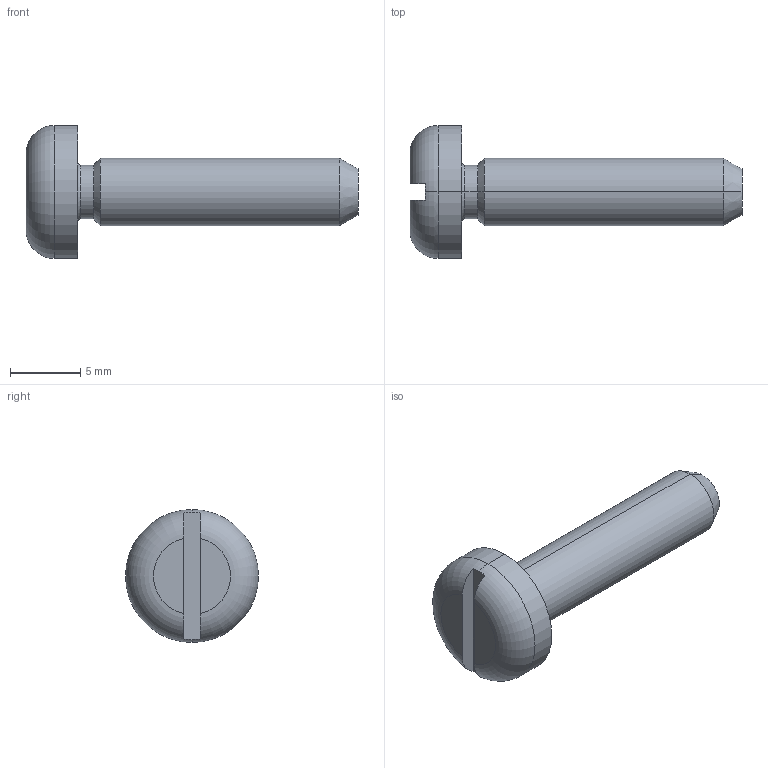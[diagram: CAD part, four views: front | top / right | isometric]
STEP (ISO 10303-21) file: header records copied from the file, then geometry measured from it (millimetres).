
FILE_DESCRIPTION (( 'STEP AP203' ), '1' );
FILE_NAME ('pan head tapping screw_am_PHT 4.8x20x18.4-slot-B-N_sldprt.STEP', '2022-06-22T18:55:42', ( '' ), ( '' ), 'SwSTEP 2.0', 'SolidWorks 2022', '' );
FILE_SCHEMA (( 'CONFIG_CONTROL_DESIGN' ));
Length unit declared in the file: millimetre
Products named in the file (1): pan head tapping screw_am_PHT 4.8x20x18.4-slot-B-N_sldprt
Bounding box: 23.7 x 9.5 x 9.5 mm (x, y, z)
Volume: 575 mm3; surface area: 536.9 mm2
Topology: 1 solids, 1 shells, 21 faces, 44 edges, 26 vertices
Faces by surface type: plane 7, cylinder 6, cone 4, torus 4
Entity records: 669 total; most frequent: CARTESIAN_POINT 128, DIRECTION 110, ORIENTED_EDGE 88, AXIS2_PLACEMENT_3D 48, EDGE_CURVE 44, CIRCLE 26, VERTEX_POINT 26, EDGE_LOOP 22
